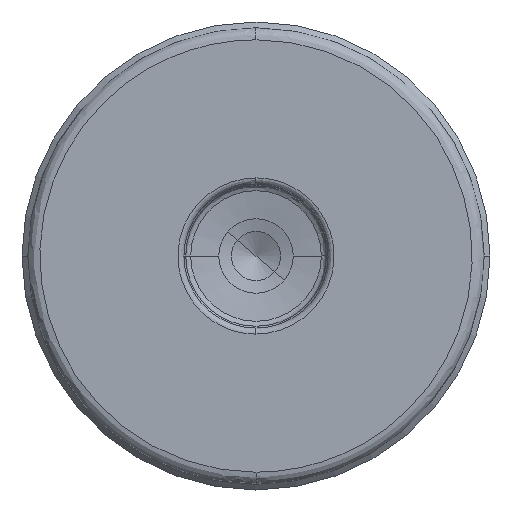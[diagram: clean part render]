
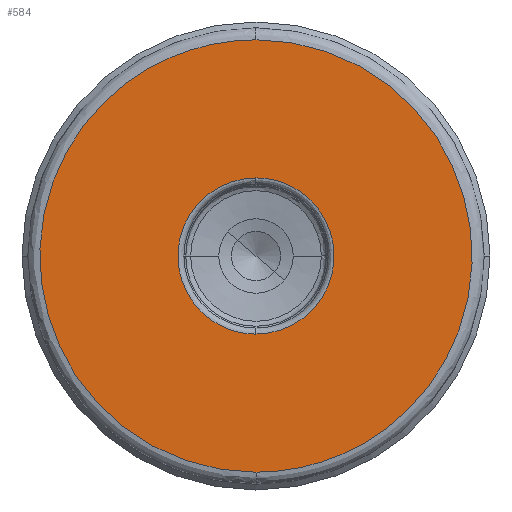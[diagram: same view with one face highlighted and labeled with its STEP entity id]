
A CAD part, front view. The second image highlights one B-rep face of the part: STEP entity #584.
In plain terms, the highlighted planar face has unit normal (0, -1, 0).
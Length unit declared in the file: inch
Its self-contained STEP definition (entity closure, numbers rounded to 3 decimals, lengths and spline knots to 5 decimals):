
#37 = VERTEX_POINT ( 'NONE', #4368 ) ;
#134 = CARTESIAN_POINT ( 'NONE',  ( 0.45456, 0.41277, 1.74899 ) ) ;
#310 = CARTESIAN_POINT ( 'NONE',  ( -0.96277, 0.41277, 2.20175 ) ) ;
#336 = ORIENTED_EDGE ( 'NONE', *, *, #4140, .F. ) ;
#506 = VERTEX_POINT ( 'NONE', #310 ) ;
#584 = ADVANCED_FACE ( 'NONE', ( #2181, #930 ), #6890, .F. ) ;
#688 = VERTEX_POINT ( 'NONE', #3473 ) ;
#930 = FACE_OUTER_BOUND ( 'NONE', #3638, .T. ) ;
#963 = CARTESIAN_POINT ( 'NONE',  ( -2.38009, 0.41277, 3.16631 ) ) ;
#1046 = CARTESIAN_POINT ( 'NONE',  ( -0.21473, 0.41277, 2.45765 ) ) ;
#1275 = CARTESIAN_POINT ( 'NONE',  ( -1.47458, 0.41277, 2.71356 ) ) ;
#1278 =( BOUNDED_CURVE ( )  B_SPLINE_CURVE ( 3, ( #4456, #1275, #6094, #2879 ),
 .UNSPECIFIED., .F., .F. ) 
 B_SPLINE_CURVE_WITH_KNOTS ( ( 4, 4 ),
 ( 0., 0.5 ),
 .UNSPECIFIED. ) 
 CURVE ( )  GEOMETRIC_REPRESENTATION_ITEM ( )  RATIONAL_B_SPLINE_CURVE ( ( 1., 0.333, 0.333, 1. ) ) 
 REPRESENTATION_ITEM ( '' )  );
#1337 = CARTESIAN_POINT ( 'NONE',  ( -0.96277, 0.41277, 2.20175 ) ) ;
#1343 = EDGE_LOOP ( 'NONE', ( #5692, #336 ) ) ;
#1858 = ORIENTED_EDGE ( 'NONE', *, *, #4811, .F. ) ;
#2181 = FACE_BOUND ( 'NONE', #1343, .T. ) ;
#2219 = CARTESIAN_POINT ( 'NONE',  ( 0.45456, 0.41277, 3.16631 ) ) ;
#2344 = ORIENTED_EDGE ( 'NONE', *, *, #3909, .F. ) ;
#2406 = CARTESIAN_POINT ( 'NONE',  ( -0.96277, 0.41277, 2.71356 ) ) ;
#2596 = DIRECTION ( 'NONE',  ( 0., 0., 1. ) ) ;
#2879 = CARTESIAN_POINT ( 'NONE',  ( -0.96277, 0.41277, 2.20175 ) ) ;
#3119 = DIRECTION ( 'NONE',  ( 0., 1., 0. ) ) ;
#3473 = CARTESIAN_POINT ( 'NONE',  ( -0.96277, 0.41277, 3.16631 ) ) ;
#3638 = EDGE_LOOP ( 'NONE', ( #2344, #1858 ) ) ;
#3663 = AXIS2_PLACEMENT_3D ( 'NONE', #1046, #3119, #2596 ) ;
#3815 = CARTESIAN_POINT ( 'NONE',  ( -0.96277, 0.41277, 1.74899 ) ) ;
#3836 =( BOUNDED_CURVE ( )  B_SPLINE_CURVE ( 3, ( #5410, #2219, #134, #3815 ),
 .UNSPECIFIED., .F., .F. ) 
 B_SPLINE_CURVE_WITH_KNOTS ( ( 4, 4 ),
 ( 0., 0.5 ),
 .UNSPECIFIED. ) 
 CURVE ( )  GEOMETRIC_REPRESENTATION_ITEM ( )  RATIONAL_B_SPLINE_CURVE ( ( 1., 0.333, 0.333, 1. ) ) 
 REPRESENTATION_ITEM ( '' )  );
#3909 = EDGE_CURVE ( 'NONE', #688, #5519, #3836, .T. ) ;
#4140 = EDGE_CURVE ( 'NONE', #506, #37, #5816, .T. ) ;
#4269 =( BOUNDED_CURVE ( )  B_SPLINE_CURVE ( 3, ( #6260, #5737, #963, #4687 ),
 .UNSPECIFIED., .F., .F. ) 
 B_SPLINE_CURVE_WITH_KNOTS ( ( 4, 4 ),
 ( 0.5, 1. ),
 .UNSPECIFIED. ) 
 CURVE ( )  GEOMETRIC_REPRESENTATION_ITEM ( )  RATIONAL_B_SPLINE_CURVE ( ( 1., 0.333, 0.333, 1. ) ) 
 REPRESENTATION_ITEM ( '' )  );
#4368 = CARTESIAN_POINT ( 'NONE',  ( -0.96277, 0.41277, 2.71356 ) ) ;
#4456 = CARTESIAN_POINT ( 'NONE',  ( -0.96277, 0.41277, 2.71356 ) ) ;
#4687 = CARTESIAN_POINT ( 'NONE',  ( -0.96277, 0.41277, 3.16631 ) ) ;
#4811 = EDGE_CURVE ( 'NONE', #5519, #688, #4269, .T. ) ;
#5030 = CARTESIAN_POINT ( 'NONE',  ( -0.96277, 0.41277, 1.74899 ) ) ;
#5052 = CARTESIAN_POINT ( 'NONE',  ( -0.45095, 0.41277, 2.20175 ) ) ;
#5086 = EDGE_CURVE ( 'NONE', #37, #506, #1278, .T. ) ;
#5410 = CARTESIAN_POINT ( 'NONE',  ( -0.96277, 0.41277, 3.16631 ) ) ;
#5519 = VERTEX_POINT ( 'NONE', #5030 ) ;
#5603 = CARTESIAN_POINT ( 'NONE',  ( -0.45095, 0.41277, 2.71356 ) ) ;
#5692 = ORIENTED_EDGE ( 'NONE', *, *, #5086, .F. ) ;
#5737 = CARTESIAN_POINT ( 'NONE',  ( -2.38009, 0.41277, 1.74899 ) ) ;
#5816 =( BOUNDED_CURVE ( )  B_SPLINE_CURVE ( 3, ( #1337, #5052, #5603, #2406 ),
 .UNSPECIFIED., .F., .F. ) 
 B_SPLINE_CURVE_WITH_KNOTS ( ( 4, 4 ),
 ( 0.5, 1. ),
 .UNSPECIFIED. ) 
 CURVE ( )  GEOMETRIC_REPRESENTATION_ITEM ( )  RATIONAL_B_SPLINE_CURVE ( ( 1., 0.333, 0.333, 1. ) ) 
 REPRESENTATION_ITEM ( '' )  );
#6094 = CARTESIAN_POINT ( 'NONE',  ( -1.47458, 0.41277, 2.20175 ) ) ;
#6260 = CARTESIAN_POINT ( 'NONE',  ( -0.96277, 0.41277, 1.74899 ) ) ;
#6890 = PLANE ( 'NONE',  #3663 ) ;
